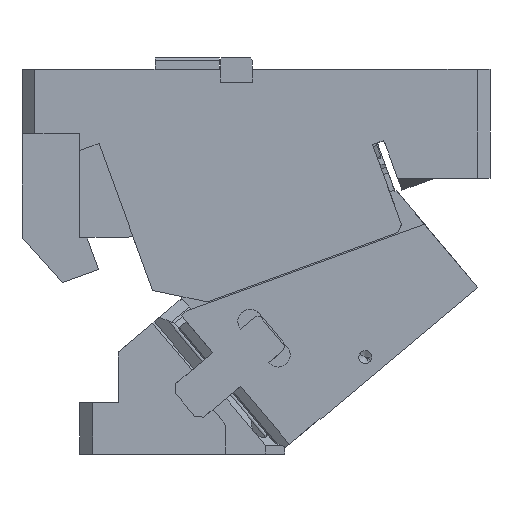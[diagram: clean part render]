
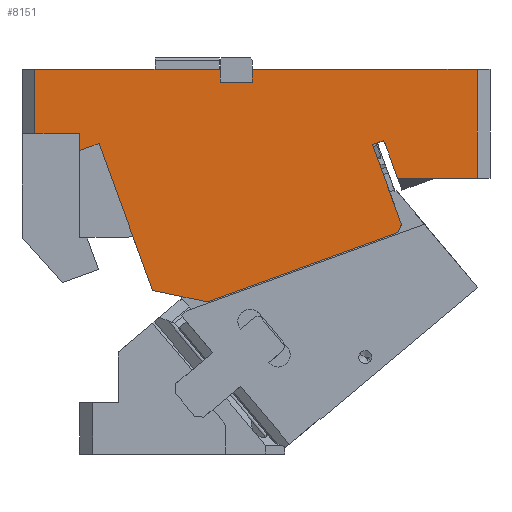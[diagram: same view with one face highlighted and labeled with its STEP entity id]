
A CAD part, front view. The second image highlights one B-rep face of the part: STEP entity #8151.
In plain terms, the highlighted planar face has unit normal (0, -1, 0).
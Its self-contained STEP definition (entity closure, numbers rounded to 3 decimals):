
#337=CARTESIAN_POINT('Vertex',(-240.,-110.,181.791)) ;
#344=CARTESIAN_POINT('Vertex',(-224.876,-110.,187.296)) ;
#347=CARTESIAN_POINT('Line Origine',(-232.438,-110.,184.544)) ;
#377=CARTESIAN_POINT('Vertex',(-275.,-110.,245.)) ;
#380=CARTESIAN_POINT('Line Origine',(-202.75,-110.,245.)) ;
#384=CARTESIAN_POINT('Vertex',(-130.5,-110.,245.)) ;
#749=CARTESIAN_POINT('Line Origine',(-275.,-110.,220.)) ;
#753=CARTESIAN_POINT('Vertex',(-275.,-110.,195.)) ;
#786=CARTESIAN_POINT('Vertex',(-240.,-110.,195.)) ;
#789=CARTESIAN_POINT('Line Origine',(-257.5,-110.,195.)) ;
#1159=CARTESIAN_POINT('Line Origine',(19.,-110.,245.)) ;
#1163=CARTESIAN_POINT('Vertex',(70.,-110.,245.)) ;
#1165=CARTESIAN_POINT('Vertex',(-32.,-110.,245.)) ;
#1219=CARTESIAN_POINT('Vertex',(-105.5,-110.,245.)) ;
#1222=CARTESIAN_POINT('Line Origine',(-99.25,-110.,245.)) ;
#1226=CARTESIAN_POINT('Vertex',(-93.,-110.,245.)) ;
#1229=CARTESIAN_POINT('Line Origine',(-62.5,-110.,245.)) ;
#2776=CARTESIAN_POINT('Vertex',(-140.515,-110.,63.695)) ;
#2779=CARTESIAN_POINT('Line Origine',(-161.832,-110.,68.174)) ;
#2783=CARTESIAN_POINT('Vertex',(-183.15,-110.,72.654)) ;
#2814=CARTESIAN_POINT('Vertex',(7.957,-110.,117.735)) ;
#2817=CARTESIAN_POINT('Line Origine',(-66.279,-110.,90.715)) ;
#6142=CARTESIAN_POINT('Vertex',(8.004,-110.,160.)) ;
#6145=CARTESIAN_POINT('Line Origine',(2.951,-110.,173.884)) ;
#6149=CARTESIAN_POINT('Vertex',(-2.103,-110.,187.768)) ;
#6207=CARTESIAN_POINT('Vertex',(70.,-110.,160.)) ;
#6210=CARTESIAN_POINT('Line Origine',(39.002,-110.,160.)) ;
#6258=CARTESIAN_POINT('Vertex',(-130.5,-110.,235.)) ;
#6261=CARTESIAN_POINT('Line Origine',(-118.,-110.,235.)) ;
#6265=CARTESIAN_POINT('Vertex',(-105.5,-110.,235.)) ;
#6298=CARTESIAN_POINT('Vertex',(-11.714,-110.,186.398)) ;
#6301=CARTESIAN_POINT('Line Origine',(-0.384,-110.,155.27)) ;
#6305=CARTESIAN_POINT('Vertex',(10.945,-110.,124.143)) ;
#6353=CARTESIAN_POINT('Line Origine',(-2.338,-110.,187.682)) ;
#6357=CARTESIAN_POINT('Vertex',(-2.573,-110.,187.597)) ;
#6379=CARTESIAN_POINT('Line Origine',(10.796,-110.,123.823)) ;
#6383=CARTESIAN_POINT('Vertex',(10.646,-110.,123.502)) ;
#6386=CARTESIAN_POINT('Line Origine',(9.301,-110.,120.618)) ;
#7072=CARTESIAN_POINT('Vertex',(-3.257,-110.,189.476)) ;
#7075=CARTESIAN_POINT('Line Origine',(-7.485,-110.,187.937)) ;
#7226=CARTESIAN_POINT('Line Origine',(-2.915,-110.,188.536)) ;
#7619=CARTESIAN_POINT('Line Origine',(70.,-110.,202.5)) ;
#7670=CARTESIAN_POINT('Line Origine',(-105.5,-110.,240.)) ;
#7915=CARTESIAN_POINT('Line Origine',(-130.5,-110.,240.)) ;
#8111=CARTESIAN_POINT('Axis2P3D Location',(-285.,-110.,195.)) ;
#8116=CARTESIAN_POINT('Line Origine',(-240.,-110.,188.396)) ;
#8121=CARTESIAN_POINT('Line Origine',(-204.013,-110.,129.975)) ;
#348=DIRECTION('Vector Direction',(0.94,0.,0.342)) ;
#381=DIRECTION('Vector Direction',(1.,0.,0.)) ;
#750=DIRECTION('Vector Direction',(0.,0.,1.)) ;
#790=DIRECTION('Vector Direction',(-1.,0.,0.)) ;
#1160=DIRECTION('Vector Direction',(-1.,0.,0.)) ;
#1223=DIRECTION('Vector Direction',(-1.,0.,0.)) ;
#1230=DIRECTION('Vector Direction',(-1.,0.,0.)) ;
#2780=DIRECTION('Vector Direction',(0.979,0.,-0.206)) ;
#2818=DIRECTION('Vector Direction',(0.94,0.,0.342)) ;
#6146=DIRECTION('Vector Direction',(-0.342,0.,0.94)) ;
#6211=DIRECTION('Vector Direction',(-1.,0.,0.)) ;
#6262=DIRECTION('Vector Direction',(1.,0.,0.)) ;
#6302=DIRECTION('Vector Direction',(0.342,0.,-0.94)) ;
#6354=DIRECTION('Vector Direction',(-0.94,0.,-0.342)) ;
#6380=DIRECTION('Vector Direction',(-0.423,0.,-0.906)) ;
#6387=DIRECTION('Vector Direction',(-0.423,0.,-0.906)) ;
#7076=DIRECTION('Vector Direction',(0.94,0.,0.342)) ;
#7227=DIRECTION('Vector Direction',(-0.342,0.,0.94)) ;
#7620=DIRECTION('Vector Direction',(0.,0.,-1.)) ;
#7671=DIRECTION('Vector Direction',(0.,0.,-1.)) ;
#7916=DIRECTION('Vector Direction',(0.,0.,-1.)) ;
#8112=DIRECTION('Axis2P3D Direction',(-0.,1.,0.)) ;
#8113=DIRECTION('Axis2P3D XDirection',(0.,0.,1.)) ;
#8117=DIRECTION('Vector Direction',(0.,0.,-1.)) ;
#8122=DIRECTION('Vector Direction',(-0.342,0.,0.94)) ;
#8114=AXIS2_PLACEMENT_3D('Plane Axis2P3D',#8111,#8112,#8113) ;
#8127=ORIENTED_EDGE('',*,*,#6151,.F.) ;
#8128=ORIENTED_EDGE('',*,*,#6214,.F.) ;
#8129=ORIENTED_EDGE('',*,*,#7623,.F.) ;
#8130=ORIENTED_EDGE('',*,*,#1167,.T.) ;
#8131=ORIENTED_EDGE('',*,*,#1233,.T.) ;
#8132=ORIENTED_EDGE('',*,*,#1228,.T.) ;
#8133=ORIENTED_EDGE('',*,*,#7674,.T.) ;
#8134=ORIENTED_EDGE('',*,*,#6267,.F.) ;
#8135=ORIENTED_EDGE('',*,*,#7919,.F.) ;
#8136=ORIENTED_EDGE('',*,*,#386,.F.) ;
#8137=ORIENTED_EDGE('',*,*,#755,.F.) ;
#8138=ORIENTED_EDGE('',*,*,#793,.F.) ;
#8139=ORIENTED_EDGE('',*,*,#8120,.T.) ;
#8140=ORIENTED_EDGE('',*,*,#351,.T.) ;
#8141=ORIENTED_EDGE('',*,*,#8125,.F.) ;
#8142=ORIENTED_EDGE('',*,*,#2785,.T.) ;
#8143=ORIENTED_EDGE('',*,*,#2821,.T.) ;
#8144=ORIENTED_EDGE('',*,*,#6390,.F.) ;
#8145=ORIENTED_EDGE('',*,*,#6385,.F.) ;
#8146=ORIENTED_EDGE('',*,*,#6307,.F.) ;
#8147=ORIENTED_EDGE('',*,*,#7079,.T.) ;
#8148=ORIENTED_EDGE('',*,*,#7230,.F.) ;
#8149=ORIENTED_EDGE('',*,*,#6359,.F.) ;
#349=VECTOR('Line Direction',#348,1.) ;
#382=VECTOR('Line Direction',#381,1.) ;
#751=VECTOR('Line Direction',#750,1.) ;
#791=VECTOR('Line Direction',#790,1.) ;
#1161=VECTOR('Line Direction',#1160,1.) ;
#1224=VECTOR('Line Direction',#1223,1.) ;
#1231=VECTOR('Line Direction',#1230,1.) ;
#2781=VECTOR('Line Direction',#2780,1.) ;
#2819=VECTOR('Line Direction',#2818,1.) ;
#6147=VECTOR('Line Direction',#6146,1.) ;
#6212=VECTOR('Line Direction',#6211,1.) ;
#6263=VECTOR('Line Direction',#6262,1.) ;
#6303=VECTOR('Line Direction',#6302,1.) ;
#6355=VECTOR('Line Direction',#6354,1.) ;
#6381=VECTOR('Line Direction',#6380,1.) ;
#6388=VECTOR('Line Direction',#6387,1.) ;
#7077=VECTOR('Line Direction',#7076,1.) ;
#7228=VECTOR('Line Direction',#7227,1.) ;
#7621=VECTOR('Line Direction',#7620,1.) ;
#7672=VECTOR('Line Direction',#7671,1.) ;
#7917=VECTOR('Line Direction',#7916,1.) ;
#8118=VECTOR('Line Direction',#8117,1.) ;
#8123=VECTOR('Line Direction',#8122,1.) ;
#8151=ADVANCED_FACE('CAM HOLDER',(#8150),#8115,.F.) ;
#351=EDGE_CURVE('',#338,#345,#350,.T.) ;
#386=EDGE_CURVE('',#378,#385,#383,.T.) ;
#755=EDGE_CURVE('',#754,#378,#752,.T.) ;
#793=EDGE_CURVE('',#787,#754,#792,.T.) ;
#1167=EDGE_CURVE('',#1164,#1166,#1162,.T.) ;
#1228=EDGE_CURVE('',#1227,#1220,#1225,.T.) ;
#1233=EDGE_CURVE('',#1166,#1227,#1232,.T.) ;
#2785=EDGE_CURVE('',#2784,#2777,#2782,.T.) ;
#2821=EDGE_CURVE('',#2777,#2815,#2820,.T.) ;
#6151=EDGE_CURVE('',#6143,#6150,#6148,.T.) ;
#6214=EDGE_CURVE('',#6208,#6143,#6213,.T.) ;
#6267=EDGE_CURVE('',#6259,#6266,#6264,.T.) ;
#6307=EDGE_CURVE('',#6299,#6306,#6304,.T.) ;
#6359=EDGE_CURVE('',#6150,#6358,#6356,.T.) ;
#6385=EDGE_CURVE('',#6306,#6384,#6382,.T.) ;
#6390=EDGE_CURVE('',#6384,#2815,#6389,.T.) ;
#7079=EDGE_CURVE('',#6299,#7073,#7078,.T.) ;
#7230=EDGE_CURVE('',#6358,#7073,#7229,.T.) ;
#7623=EDGE_CURVE('',#1164,#6208,#7622,.T.) ;
#7674=EDGE_CURVE('',#1220,#6266,#7673,.T.) ;
#7919=EDGE_CURVE('',#385,#6259,#7918,.T.) ;
#8120=EDGE_CURVE('',#787,#338,#8119,.T.) ;
#8125=EDGE_CURVE('',#2784,#345,#8124,.T.) ;
#8126=EDGE_LOOP('',(#8127,#8128,#8129,#8130,#8131,#8132,#8133,#8134,#8135,#8136,#8137,#8138,#8139,#8140,#8141,#8142,#8143,#8144,#8145,#8146,#8147,#8148,#8149)) ;
#8150=FACE_OUTER_BOUND('',#8126,.T.) ;
#350=LINE('Line',#347,#349) ;
#383=LINE('Line',#380,#382) ;
#752=LINE('Line',#749,#751) ;
#792=LINE('Line',#789,#791) ;
#1162=LINE('Line',#1159,#1161) ;
#1225=LINE('Line',#1222,#1224) ;
#1232=LINE('Line',#1229,#1231) ;
#2782=LINE('Line',#2779,#2781) ;
#2820=LINE('Line',#2817,#2819) ;
#6148=LINE('Line',#6145,#6147) ;
#6213=LINE('Line',#6210,#6212) ;
#6264=LINE('Line',#6261,#6263) ;
#6304=LINE('Line',#6301,#6303) ;
#6356=LINE('Line',#6353,#6355) ;
#6382=LINE('Line',#6379,#6381) ;
#6389=LINE('Line',#6386,#6388) ;
#7078=LINE('Line',#7075,#7077) ;
#7229=LINE('Line',#7226,#7228) ;
#7622=LINE('Line',#7619,#7621) ;
#7673=LINE('Line',#7670,#7672) ;
#7918=LINE('Line',#7915,#7917) ;
#8119=LINE('Line',#8116,#8118) ;
#8124=LINE('Line',#8121,#8123) ;
#8115=PLANE('Plane',#8114) ;
#338=VERTEX_POINT('',#337) ;
#345=VERTEX_POINT('',#344) ;
#378=VERTEX_POINT('',#377) ;
#385=VERTEX_POINT('',#384) ;
#754=VERTEX_POINT('',#753) ;
#787=VERTEX_POINT('',#786) ;
#1164=VERTEX_POINT('',#1163) ;
#1166=VERTEX_POINT('',#1165) ;
#1220=VERTEX_POINT('',#1219) ;
#1227=VERTEX_POINT('',#1226) ;
#2777=VERTEX_POINT('',#2776) ;
#2784=VERTEX_POINT('',#2783) ;
#2815=VERTEX_POINT('',#2814) ;
#6143=VERTEX_POINT('',#6142) ;
#6150=VERTEX_POINT('',#6149) ;
#6208=VERTEX_POINT('',#6207) ;
#6259=VERTEX_POINT('',#6258) ;
#6266=VERTEX_POINT('',#6265) ;
#6299=VERTEX_POINT('',#6298) ;
#6306=VERTEX_POINT('',#6305) ;
#6358=VERTEX_POINT('',#6357) ;
#6384=VERTEX_POINT('',#6383) ;
#7073=VERTEX_POINT('',#7072) ;
